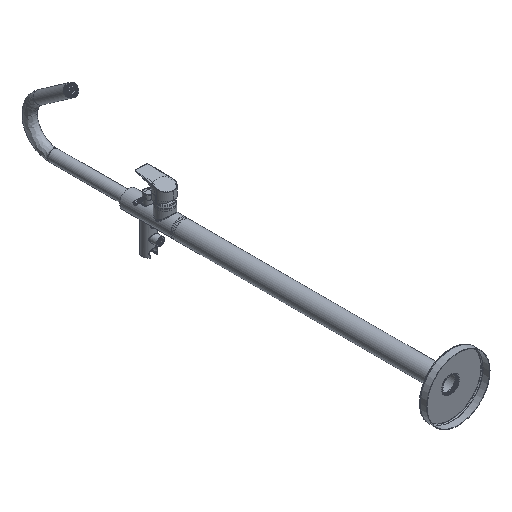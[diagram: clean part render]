
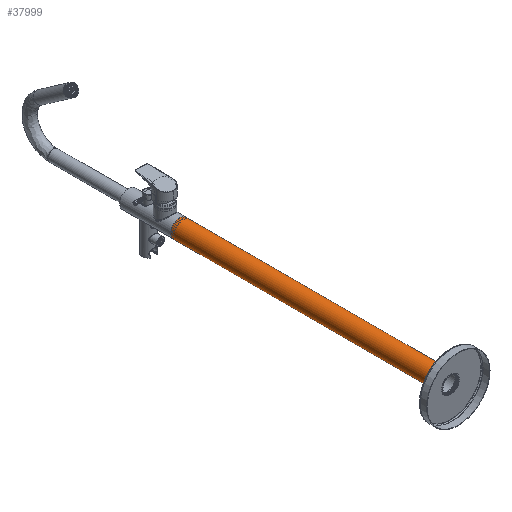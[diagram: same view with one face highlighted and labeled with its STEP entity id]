
A CAD part, isometric view. The second image highlights one B-rep face of the part: STEP entity #37999.
In plain terms, the highlighted cylindrical face has radius 22.5 mm (diameter 45 mm), a full revolution.
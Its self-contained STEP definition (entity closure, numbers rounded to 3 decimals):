
#750 = EDGE_CURVE ( 'NONE', #7156, #7156, #2856, .T. ) ;
#2856 = CIRCLE ( 'NONE', #20826, 22.5 ) ;
#3875 = FACE_OUTER_BOUND ( 'NONE', #20004, .T. ) ;
#5094 = ORIENTED_EDGE ( 'NONE', *, *, #750, .F. ) ;
#5562 = DIRECTION ( 'NONE',  ( 0., 1., 0. ) ) ;
#7156 = VERTEX_POINT ( 'NONE', #30454 ) ;
#8500 = CARTESIAN_POINT ( 'NONE',  ( 0., 684., 0. ) ) ;
#8643 = DIRECTION ( 'NONE',  ( 0., 0., 1. ) ) ;
#8906 = ORIENTED_EDGE ( 'NONE', *, *, #21645, .T. ) ;
#10035 = VERTEX_POINT ( 'NONE', #32025 ) ;
#19201 = CARTESIAN_POINT ( 'NONE',  ( 0., 0., 0. ) ) ;
#20004 = EDGE_LOOP ( 'NONE', ( #5094 ) ) ;
#20826 = AXIS2_PLACEMENT_3D ( 'NONE', #8500, #5562, #8643 ) ;
#21645 = EDGE_CURVE ( 'NONE', #10035, #10035, #28479, .T. ) ;
#22394 = DIRECTION ( 'NONE',  ( 0., 1., 0. ) ) ;
#25528 = AXIS2_PLACEMENT_3D ( 'NONE', #19201, #22394, #31817 ) ;
#27879 = CYLINDRICAL_SURFACE ( 'NONE', #29609, 22.5 ) ;
#28230 = DIRECTION ( 'NONE',  ( 0., 0., -1. ) ) ;
#28479 = CIRCLE ( 'NONE', #25528, 22.5 ) ;
#29609 = AXIS2_PLACEMENT_3D ( 'NONE', #37805, #34183, #28230 ) ;
#30454 = CARTESIAN_POINT ( 'NONE',  ( 0., 684., 22.5 ) ) ;
#31817 = DIRECTION ( 'NONE',  ( 0., 0., -1. ) ) ;
#32025 = CARTESIAN_POINT ( 'NONE',  ( 0., 0., -22.5 ) ) ;
#34183 = DIRECTION ( 'NONE',  ( 0., -1., 0. ) ) ;
#34653 = FACE_OUTER_BOUND ( 'NONE', #39418, .T. ) ;
#37805 = CARTESIAN_POINT ( 'NONE',  ( 0., 690., 0. ) ) ;
#37999 = ADVANCED_FACE ( 'NONE', ( #34653, #3875 ), #27879, .T. ) ;
#39418 = EDGE_LOOP ( 'NONE', ( #8906 ) ) ;
